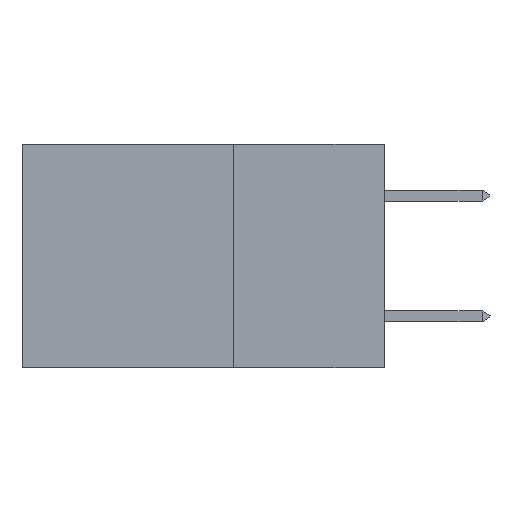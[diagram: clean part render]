
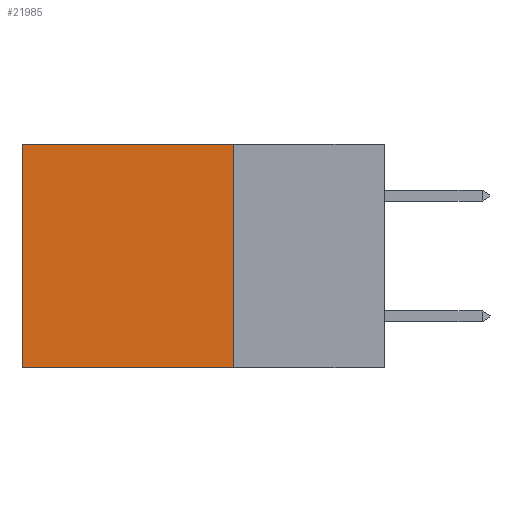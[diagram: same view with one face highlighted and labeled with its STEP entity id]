
A CAD part, left-side view. The second image highlights one B-rep face of the part: STEP entity #21985.
In plain terms, the highlighted planar face has unit normal (-1, 0, 0).
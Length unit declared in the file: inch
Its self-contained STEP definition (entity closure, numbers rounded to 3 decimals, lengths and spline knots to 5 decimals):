
#1746 = VECTOR ( 'NONE', #17745, 39.37008 ) ;
#3358 = DIRECTION ( 'NONE',  ( 0., 0., -1. ) ) ;
#4079 = VECTOR ( 'NONE', #21197, 39.37008 ) ;
#6025 = CARTESIAN_POINT ( 'NONE',  ( 0.2875, 0.25, 0. ) ) ;
#7534 = CARTESIAN_POINT ( 'NONE',  ( 0.2875, 0.6, 0. ) ) ;
#8323 = DIRECTION ( 'NONE',  ( 1., 0., 0. ) ) ;
#11284 = EDGE_CURVE ( 'NONE', #15106, #17211, #18445, .T. ) ;
#11322 = CARTESIAN_POINT ( 'NONE',  ( 0.2875, 0.6, -0.37 ) ) ;
#11487 = EDGE_LOOP ( 'NONE', ( #31064, #33404, #18836, #37733 ) ) ;
#12206 = EDGE_CURVE ( 'NONE', #29467, #25619, #21041, .T. ) ;
#14802 = CARTESIAN_POINT ( 'NONE',  ( 0.2875, 0.25, 0. ) ) ;
#15106 = VERTEX_POINT ( 'NONE', #6025 ) ;
#17211 = VERTEX_POINT ( 'NONE', #7534 ) ;
#17552 = LINE ( 'NONE', #23412, #1746 ) ;
#17574 = AXIS2_PLACEMENT_3D ( 'NONE', #14802, #8323, #34786 ) ;
#17745 = DIRECTION ( 'NONE',  ( 0., 0., -1. ) ) ;
#18445 = LINE ( 'NONE', #24498, #4079 ) ;
#18694 = DIRECTION ( 'NONE',  ( 0., 1., 0. ) ) ;
#18836 = ORIENTED_EDGE ( 'NONE', *, *, #32736, .F. ) ;
#21041 = LINE ( 'NONE', #36112, #31668 ) ;
#21197 = DIRECTION ( 'NONE',  ( 0., 1., 0. ) ) ;
#21985 = ADVANCED_FACE ( 'NONE', ( #26540 ), #37905, .F. ) ;
#22622 = EDGE_CURVE ( 'NONE', #17211, #25619, #23776, .T. ) ;
#23412 = CARTESIAN_POINT ( 'NONE',  ( 0.2875, 0.25, 0. ) ) ;
#23776 = LINE ( 'NONE', #35726, #25068 ) ;
#24498 = CARTESIAN_POINT ( 'NONE',  ( 0.2875, 0.25, 0. ) ) ;
#25068 = VECTOR ( 'NONE', #3358, 39.37008 ) ;
#25619 = VERTEX_POINT ( 'NONE', #11322 ) ;
#26540 = FACE_OUTER_BOUND ( 'NONE', #11487, .T. ) ;
#29467 = VERTEX_POINT ( 'NONE', #31777 ) ;
#31064 = ORIENTED_EDGE ( 'NONE', *, *, #22622, .T. ) ;
#31668 = VECTOR ( 'NONE', #18694, 39.37008 ) ;
#31777 = CARTESIAN_POINT ( 'NONE',  ( 0.2875, 0.25, -0.37 ) ) ;
#32736 = EDGE_CURVE ( 'NONE', #15106, #29467, #17552, .T. ) ;
#33404 = ORIENTED_EDGE ( 'NONE', *, *, #12206, .F. ) ;
#34786 = DIRECTION ( 'NONE',  ( 0., 0., -1. ) ) ;
#35726 = CARTESIAN_POINT ( 'NONE',  ( 0.2875, 0.6, 0. ) ) ;
#36112 = CARTESIAN_POINT ( 'NONE',  ( 0.2875, 0.25, -0.37 ) ) ;
#37733 = ORIENTED_EDGE ( 'NONE', *, *, #11284, .T. ) ;
#37905 = PLANE ( 'NONE',  #17574 ) ;
